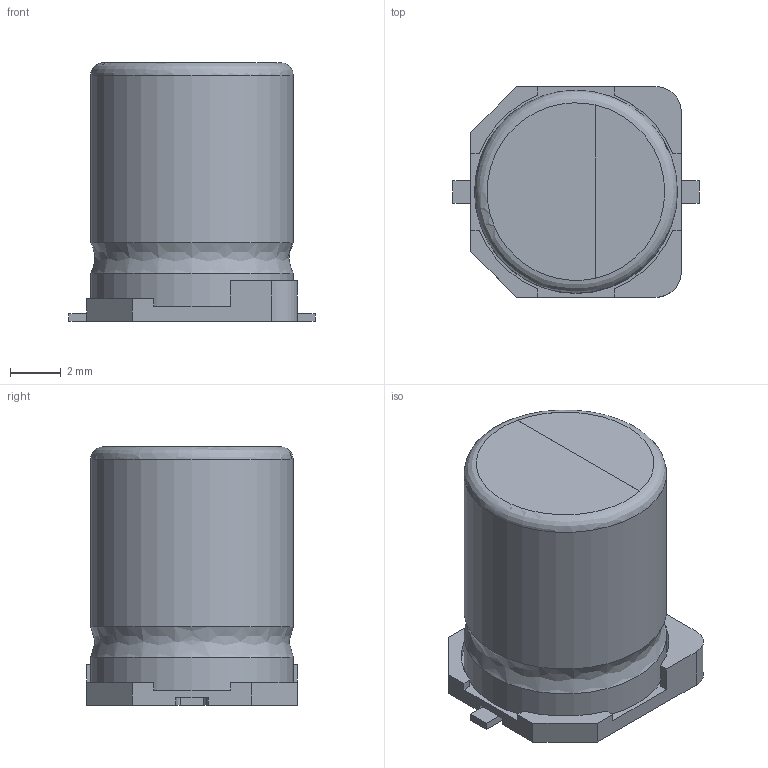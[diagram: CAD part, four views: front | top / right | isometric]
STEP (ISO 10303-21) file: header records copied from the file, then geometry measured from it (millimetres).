
FILE_DESCRIPTION((' '),'2;1');
FILE_NAME( 'CAPAE830X1050N-(F).stp', '2022-09-09T16:37:23', (' '), ('--- Datakit www.datakit.com---'), ' Datakit CrossCadWare V2022.3 Jun 15 2022', 'DATAKIT 2022 (c)', ' ');
FILE_SCHEMA(('AP242_MANAGED_MODEL_BASED_3D_ENGINEERING_MIM_LF { 1 0 10303 442 1 1 4 }'));
Length unit declared in the file: millimetre
Products named in the file (1): CAPAE830X1050N-(F)
Bounding box: 9.7 x 8.3 x 10.2 mm (x, y, z)
Volume: 524.6 mm3; surface area: 532.2 mm2
Topology: 4 solids, 4 shells, 75 faces, 194 edges, 123 vertices
Faces by surface type: plane 52, cylinder 17, revolution 6
Full cylindrical faces by diameter (mm): 1 x2, 1.2 x2, 8 x2
Entity records: 2402 total; most frequent: CARTESIAN_POINT 459, DIRECTION 382, ORIENTED_EDGE 360, EDGE_CURVE 180, AXIS2_PLACEMENT_3D 126, VECTOR 124, LINE 124, VERTEX_POINT 121
